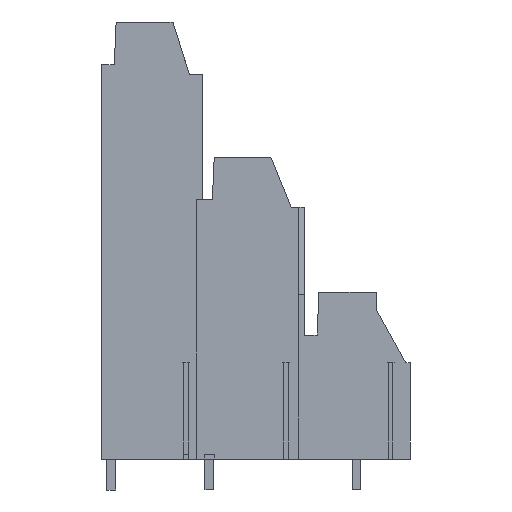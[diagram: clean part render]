
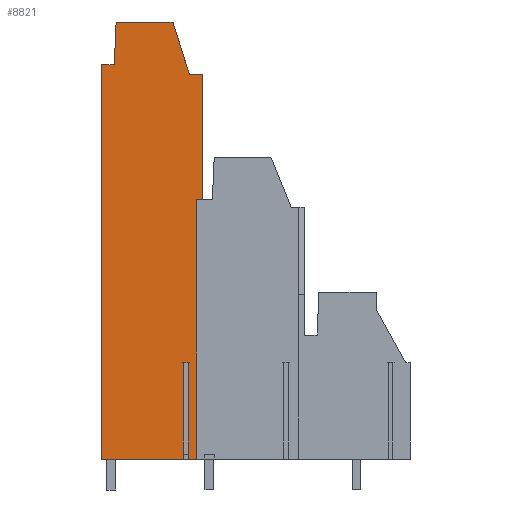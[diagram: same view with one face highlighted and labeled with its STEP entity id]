
A CAD part, left-side view. The second image highlights one B-rep face of the part: STEP entity #8821.
In plain terms, the highlighted planar face has unit normal (-1, 0, 0).
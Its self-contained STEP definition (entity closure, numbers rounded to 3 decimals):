
#8792=AXIS2_PLACEMENT_3D('Plane Axis2P3D',#8789,#8790,#8791) ;
#6884=CARTESIAN_POINT('Vertex',(2.5,23.025,13.2)) ;
#6891=CARTESIAN_POINT('Vertex',(2.5,23.025,3.2)) ;
#6894=CARTESIAN_POINT('Line Origine',(2.5,23.025,8.2)) ;
#6906=CARTESIAN_POINT('Line Origine',(2.5,23.25,13.2)) ;
#6910=CARTESIAN_POINT('Vertex',(2.5,23.475,13.2)) ;
#6934=CARTESIAN_POINT('Line Origine',(2.5,23.475,8.2)) ;
#6938=CARTESIAN_POINT('Vertex',(2.5,23.475,3.2)) ;
#6962=CARTESIAN_POINT('Vertex',(2.5,22.131,3.2)) ;
#6965=CARTESIAN_POINT('Line Origine',(2.5,22.578,3.2)) ;
#6970=CARTESIAN_POINT('Line Origine',(2.5,27.738,3.2)) ;
#6974=CARTESIAN_POINT('Vertex',(2.5,32.,3.2)) ;
#7495=CARTESIAN_POINT('Vertex',(2.5,21.49,30.05)) ;
#7498=CARTESIAN_POINT('Line Origine',(2.5,21.811,30.05)) ;
#7502=CARTESIAN_POINT('Vertex',(2.5,22.131,30.05)) ;
#7529=CARTESIAN_POINT('Line Origine',(2.5,22.131,16.625)) ;
#7709=CARTESIAN_POINT('Vertex',(2.5,21.49,43.)) ;
#7716=CARTESIAN_POINT('Vertex',(2.5,22.898,43.)) ;
#7719=CARTESIAN_POINT('Line Origine',(2.5,22.194,43.)) ;
#7742=CARTESIAN_POINT('Vertex',(2.5,30.681,44.05)) ;
#7756=CARTESIAN_POINT('Vertex',(2.5,32.,44.05)) ;
#7759=CARTESIAN_POINT('Line Origine',(2.5,31.34,44.05)) ;
#8388=CARTESIAN_POINT('Line Origine',(2.5,21.49,36.525)) ;
#8740=CARTESIAN_POINT('Line Origine',(2.5,32.,23.625)) ;
#8763=CARTESIAN_POINT('Line Origine',(2.5,30.584,46.26)) ;
#8767=CARTESIAN_POINT('Vertex',(2.5,30.488,48.47)) ;
#8789=CARTESIAN_POINT('Axis2P3D Location',(2.5,21.84,31.2)) ;
#8795=CARTESIAN_POINT('Control Point',(2.5,24.592,48.47)) ;
#8796=CARTESIAN_POINT('Control Point',(2.5,22.898,43.)) ;
#8797=CARTESIAN_POINT('Vertex',(2.5,24.592,48.47)) ;
#8800=CARTESIAN_POINT('Line Origine',(2.5,26.745,48.47)) ;
#6895=DIRECTION('Vector Direction',(0.,0.,1.)) ;
#6907=DIRECTION('Vector Direction',(0.,-1.,0.)) ;
#6935=DIRECTION('Vector Direction',(0.,0.,1.)) ;
#6966=DIRECTION('Vector Direction',(0.,1.,0.)) ;
#6971=DIRECTION('Vector Direction',(0.,1.,0.)) ;
#7499=DIRECTION('Vector Direction',(0.,-1.,0.)) ;
#7530=DIRECTION('Vector Direction',(0.,0.,1.)) ;
#7720=DIRECTION('Vector Direction',(0.,1.,0.)) ;
#7760=DIRECTION('Vector Direction',(0.,1.,0.)) ;
#8389=DIRECTION('Vector Direction',(0.,0.,-1.)) ;
#8741=DIRECTION('Vector Direction',(0.,0.,1.)) ;
#8764=DIRECTION('Vector Direction',(0.,0.044,-0.999)) ;
#8790=DIRECTION('Axis2P3D Direction',(1.,0.,0.)) ;
#8791=DIRECTION('Axis2P3D XDirection',(0.,1.,0.)) ;
#8801=DIRECTION('Vector Direction',(0.,1.,0.)) ;
#6896=VECTOR('Line Direction',#6895,1.) ;
#6908=VECTOR('Line Direction',#6907,1.) ;
#6936=VECTOR('Line Direction',#6935,1.) ;
#6967=VECTOR('Line Direction',#6966,1.) ;
#6972=VECTOR('Line Direction',#6971,1.) ;
#7500=VECTOR('Line Direction',#7499,1.) ;
#7531=VECTOR('Line Direction',#7530,1.) ;
#7721=VECTOR('Line Direction',#7720,1.) ;
#7761=VECTOR('Line Direction',#7760,1.) ;
#8390=VECTOR('Line Direction',#8389,1.) ;
#8742=VECTOR('Line Direction',#8741,1.) ;
#8765=VECTOR('Line Direction',#8764,1.) ;
#8802=VECTOR('Line Direction',#8801,1.) ;
#8806=ORIENTED_EDGE('',*,*,#6969,.F.) ;
#8807=ORIENTED_EDGE('',*,*,#7533,.T.) ;
#8808=ORIENTED_EDGE('',*,*,#7504,.T.) ;
#8809=ORIENTED_EDGE('',*,*,#8392,.F.) ;
#8810=ORIENTED_EDGE('',*,*,#7723,.T.) ;
#8811=ORIENTED_EDGE('',*,*,#8799,.F.) ;
#8812=ORIENTED_EDGE('',*,*,#8804,.T.) ;
#8813=ORIENTED_EDGE('',*,*,#8769,.T.) ;
#8814=ORIENTED_EDGE('',*,*,#7763,.T.) ;
#8815=ORIENTED_EDGE('',*,*,#8744,.F.) ;
#8816=ORIENTED_EDGE('',*,*,#6976,.F.) ;
#8817=ORIENTED_EDGE('',*,*,#6940,.T.) ;
#8818=ORIENTED_EDGE('',*,*,#6912,.T.) ;
#8819=ORIENTED_EDGE('',*,*,#6898,.F.) ;
#8821=ADVANCED_FACE('housing',(#8820),#8793,.F.) ;
#8794=B_SPLINE_CURVE_WITH_KNOTS('',1,(#8795,#8796),.UNSPECIFIED.,.F.,.U.,(2,2),(-2.863,2.863),.UNSPECIFIED.) ;
#6898=EDGE_CURVE('',#6892,#6885,#6897,.T.) ;
#6912=EDGE_CURVE('',#6911,#6885,#6909,.T.) ;
#6940=EDGE_CURVE('',#6939,#6911,#6937,.T.) ;
#6969=EDGE_CURVE('',#6963,#6892,#6968,.T.) ;
#6976=EDGE_CURVE('',#6939,#6975,#6973,.T.) ;
#7504=EDGE_CURVE('',#7503,#7496,#7501,.T.) ;
#7533=EDGE_CURVE('',#6963,#7503,#7532,.T.) ;
#7723=EDGE_CURVE('',#7710,#7717,#7722,.T.) ;
#7763=EDGE_CURVE('',#7743,#7757,#7762,.T.) ;
#8392=EDGE_CURVE('',#7710,#7496,#8391,.T.) ;
#8744=EDGE_CURVE('',#6975,#7757,#8743,.T.) ;
#8769=EDGE_CURVE('',#8768,#7743,#8766,.T.) ;
#8799=EDGE_CURVE('',#8798,#7717,#8794,.T.) ;
#8804=EDGE_CURVE('',#8798,#8768,#8803,.T.) ;
#8805=EDGE_LOOP('',(#8806,#8807,#8808,#8809,#8810,#8811,#8812,#8813,#8814,#8815,#8816,#8817,#8818,#8819)) ;
#8820=FACE_OUTER_BOUND('',#8805,.T.) ;
#6897=LINE('Line',#6894,#6896) ;
#6909=LINE('Line',#6906,#6908) ;
#6937=LINE('Line',#6934,#6936) ;
#6968=LINE('Line',#6965,#6967) ;
#6973=LINE('Line',#6970,#6972) ;
#7501=LINE('Line',#7498,#7500) ;
#7532=LINE('Line',#7529,#7531) ;
#7722=LINE('Line',#7719,#7721) ;
#7762=LINE('Line',#7759,#7761) ;
#8391=LINE('Line',#8388,#8390) ;
#8743=LINE('Line',#8740,#8742) ;
#8766=LINE('Line',#8763,#8765) ;
#8803=LINE('Line',#8800,#8802) ;
#8793=PLANE('',#8792) ;
#6885=VERTEX_POINT('',#6884) ;
#6892=VERTEX_POINT('',#6891) ;
#6911=VERTEX_POINT('',#6910) ;
#6939=VERTEX_POINT('',#6938) ;
#6963=VERTEX_POINT('',#6962) ;
#6975=VERTEX_POINT('',#6974) ;
#7496=VERTEX_POINT('',#7495) ;
#7503=VERTEX_POINT('',#7502) ;
#7710=VERTEX_POINT('',#7709) ;
#7717=VERTEX_POINT('',#7716) ;
#7743=VERTEX_POINT('',#7742) ;
#7757=VERTEX_POINT('',#7756) ;
#8768=VERTEX_POINT('',#8767) ;
#8798=VERTEX_POINT('',#8797) ;
